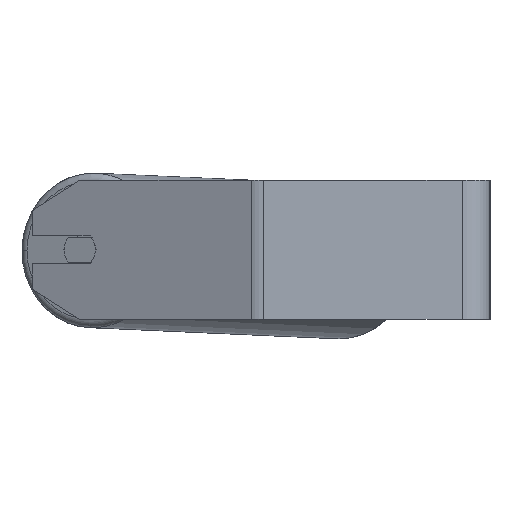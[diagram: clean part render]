
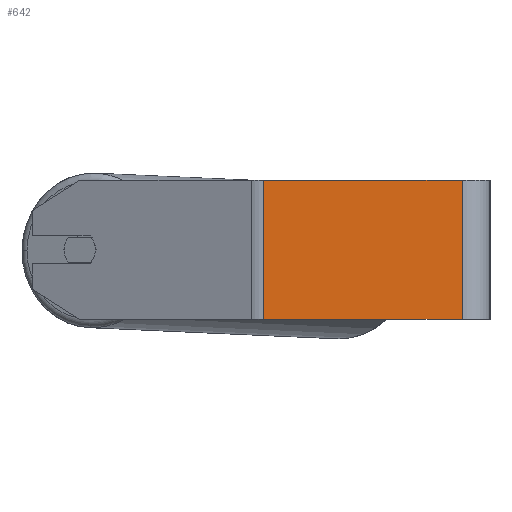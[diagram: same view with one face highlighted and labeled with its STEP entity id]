
A CAD part, left-side view. The second image highlights one B-rep face of the part: STEP entity #642.
In plain terms, the highlighted planar face has unit normal (-1, 0, 0).
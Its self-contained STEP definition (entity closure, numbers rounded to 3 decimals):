
#63 = CARTESIAN_POINT ( 'NONE',  ( -395., 16., 40. ) ) ;
#155 = VECTOR ( 'NONE', #5972, 1000. ) ;
#403 = ORIENTED_EDGE ( 'NONE', *, *, #3470, .F. ) ;
#642 = ADVANCED_FACE ( 'NONE', ( #3347 ), #2426, .F. ) ;
#765 = VERTEX_POINT ( 'NONE', #4256 ) ;
#1161 = LINE ( 'NONE', #3788, #2077 ) ;
#2077 = VECTOR ( 'NONE', #4352, 1000. ) ;
#2150 = CARTESIAN_POINT ( 'NONE',  ( -395., 130.446, 40. ) ) ;
#2241 = ORIENTED_EDGE ( 'NONE', *, *, #3161, .T. ) ;
#2426 = PLANE ( 'NONE',  #6534 ) ;
#2666 = VERTEX_POINT ( 'NONE', #3827 ) ;
#2917 = DIRECTION ( 'NONE',  ( 1., 0., 0. ) ) ;
#3161 = EDGE_CURVE ( 'NONE', #2666, #765, #3818, .T. ) ;
#3180 = ORIENTED_EDGE ( 'NONE', *, *, #4984, .F. ) ;
#3347 = FACE_OUTER_BOUND ( 'NONE', #4121, .T. ) ;
#3426 = VECTOR ( 'NONE', #4815, 1000. ) ;
#3470 = EDGE_CURVE ( 'NONE', #5117, #4314, #6491, .T. ) ;
#3788 = CARTESIAN_POINT ( 'NONE',  ( -395., 133.993, -40. ) ) ;
#3818 = LINE ( 'NONE', #2150, #155 ) ;
#3827 = CARTESIAN_POINT ( 'NONE',  ( -395., 130.446, 40. ) ) ;
#4121 = EDGE_LOOP ( 'NONE', ( #5492, #403, #3180, #2241 ) ) ;
#4256 = CARTESIAN_POINT ( 'NONE',  ( -395., 130.446, -40. ) ) ;
#4314 = VERTEX_POINT ( 'NONE', #6074 ) ;
#4352 = DIRECTION ( 'NONE',  ( 0., -1., 0. ) ) ;
#4793 = VECTOR ( 'NONE', #4832, 1000. ) ;
#4815 = DIRECTION ( 'NONE',  ( 0., -1., 0. ) ) ;
#4832 = DIRECTION ( 'NONE',  ( 0., 0., -1. ) ) ;
#4843 = CARTESIAN_POINT ( 'NONE',  ( -395., 16., 40. ) ) ;
#4984 = EDGE_CURVE ( 'NONE', #2666, #5117, #5730, .T. ) ;
#5074 = EDGE_CURVE ( 'NONE', #765, #4314, #1161, .T. ) ;
#5117 = VERTEX_POINT ( 'NONE', #4843 ) ;
#5492 = ORIENTED_EDGE ( 'NONE', *, *, #5074, .T. ) ;
#5730 = LINE ( 'NONE', #6921, #3426 ) ;
#5972 = DIRECTION ( 'NONE',  ( 0., 0., -1. ) ) ;
#6074 = CARTESIAN_POINT ( 'NONE',  ( -395., 16., -40. ) ) ;
#6491 = LINE ( 'NONE', #63, #4793 ) ;
#6534 = AXIS2_PLACEMENT_3D ( 'NONE', #6657, #2917, #6623 ) ;
#6623 = DIRECTION ( 'NONE',  ( 0., 0., -1. ) ) ;
#6657 = CARTESIAN_POINT ( 'NONE',  ( -395., 133.993, 40. ) ) ;
#6921 = CARTESIAN_POINT ( 'NONE',  ( -395., 133.993, 40. ) ) ;
